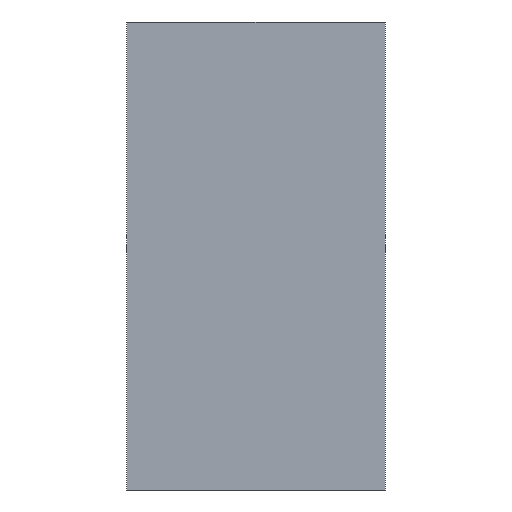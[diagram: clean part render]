
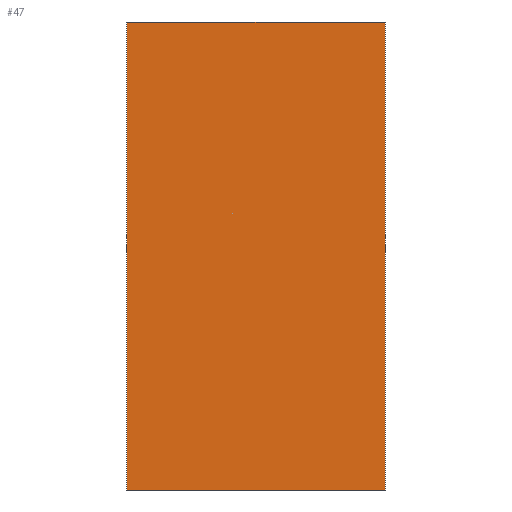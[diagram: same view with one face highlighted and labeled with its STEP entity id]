
A CAD part, front view. The second image highlights one B-rep face of the part: STEP entity #47.
In plain terms, the highlighted planar face has unit normal (0, -1, 0).
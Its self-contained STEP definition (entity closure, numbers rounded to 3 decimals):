
#47=ADVANCED_FACE('NONE',(#88),#89,.T.);
#88=FACE_OUTER_BOUND('',#120,.T.);
#89=PLANE('',#121);
#120=EDGE_LOOP('',(#185,#186,#187,#188));
#121=AXIS2_PLACEMENT_3D('',#189,#190,#191);
#185=ORIENTED_EDGE('',*,*,#215,.T.);
#186=ORIENTED_EDGE('',*,*,#217,.T.);
#187=ORIENTED_EDGE('',*,*,#207,.T.);
#188=ORIENTED_EDGE('',*,*,#211,.T.);
#189=CARTESIAN_POINT('',(47.0,-26.5,42.5));
#190=DIRECTION('',(0.,-1.0,0.));
#191=DIRECTION('',(0.0,0.,-1.0));
#207=EDGE_CURVE('NONE',#242,#243,#244,.T.);
#211=EDGE_CURVE('NONE',#243,#248,#249,.T.);
#215=EDGE_CURVE('NONE',#248,#252,#254,.T.);
#217=EDGE_CURVE('NONE',#252,#242,#256,.T.);
#242=VERTEX_POINT('NONE',#291);
#243=VERTEX_POINT('NONE',#292);
#244=LINE('',#293,#294);
#248=VERTEX_POINT('NONE',#300);
#249=LINE('',#301,#302);
#252=VERTEX_POINT('NONE',#306);
#254=LINE('',#309,#310);
#256=LINE('',#312,#313);
#291=CARTESIAN_POINT('',(47.0,-26.5,-42.5));
#292=CARTESIAN_POINT('',(47.0,-26.5,42.5));
#293=CARTESIAN_POINT('',(47.0,-26.5,42.5));
#294=VECTOR('',#326,1000.0);
#300=CARTESIAN_POINT('',(0.,-26.5,42.5));
#301=CARTESIAN_POINT('',(47.0,-26.5,42.5));
#302=VECTOR('',#329,1000.0);
#306=CARTESIAN_POINT('',(0.,-26.5,-42.5));
#309=CARTESIAN_POINT('',(0.0,-26.5,42.5));
#310=VECTOR('',#332,1000.0);
#312=CARTESIAN_POINT('',(47.0,-26.5,-42.5));
#313=VECTOR('',#333,1000.0);
#326=DIRECTION('',(0.,0.,1.0));
#329=DIRECTION('',(-1.0,0.,0.0));
#332=DIRECTION('',(0.,0.,-1.0));
#333=DIRECTION('',(1.0,0.,0.0));
